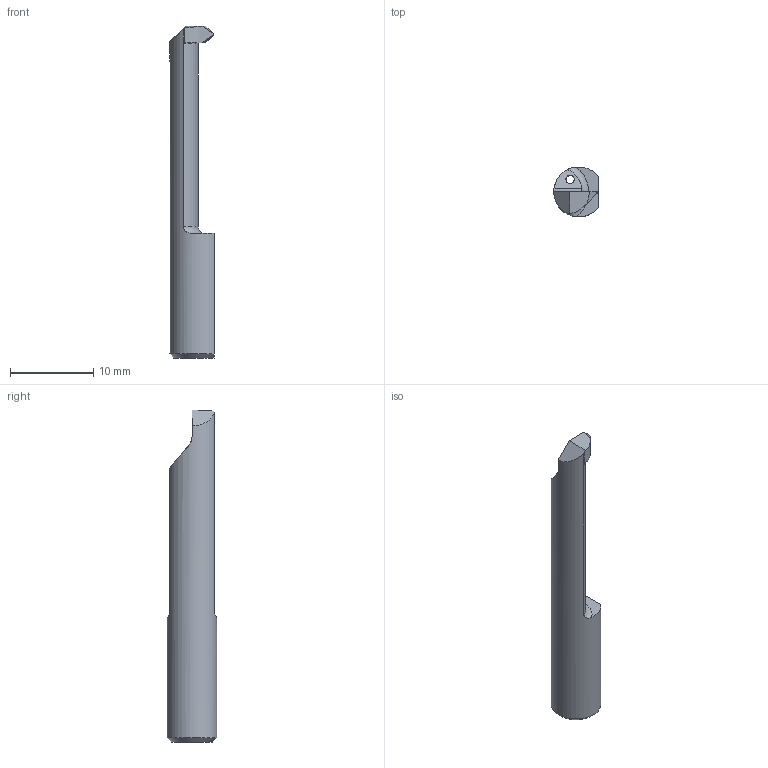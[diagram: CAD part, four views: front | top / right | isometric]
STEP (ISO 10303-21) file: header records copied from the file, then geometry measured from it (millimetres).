
FILE_DESCRIPTION (( 'STEP AP203' ), '1' );
FILE_NAME ('RP60.6-25.step', '2024-03-08T13:30:07', ( '' ), ( '' ), 'SwSTEP 2.0', 'SolidWorks 2022', '' );
FILE_SCHEMA (( 'CONFIG_CONTROL_DESIGN' ));
Length unit declared in the file: millimetre
Products named in the file (1): RP60.6-25
Bounding box: 5.35 x 5.99 x 40 mm (x, y, z)
Volume: 666.7 mm3; surface area: 749.2 mm2
Topology: 1 solids, 1 shells, 21 faces, 57 edges, 38 vertices
Faces by surface type: plane 12, cylinder 5, cone 2, torus 2
Full cylindrical faces by diameter (mm): 1 x1
Entity records: 761 total; most frequent: CARTESIAN_POINT 182, ORIENTED_EDGE 110, DIRECTION 96, EDGE_CURVE 55, VERTEX_POINT 37, AXIS2_PLACEMENT_3D 34, VECTOR 28, LINE 28
